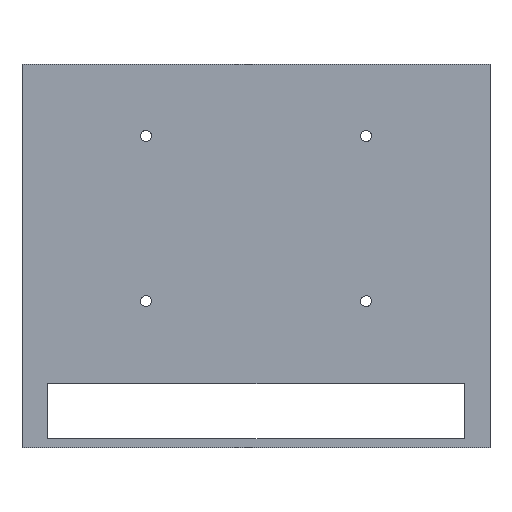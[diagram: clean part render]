
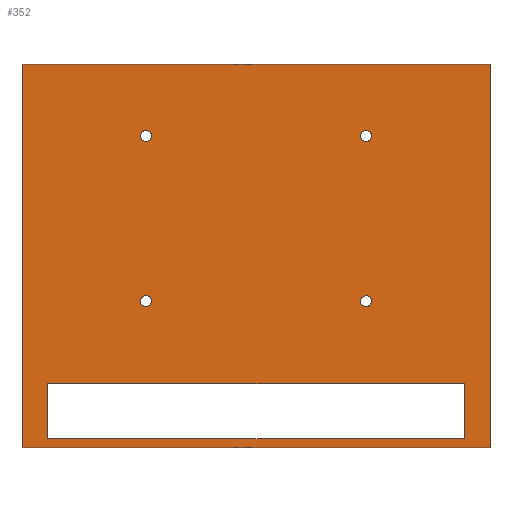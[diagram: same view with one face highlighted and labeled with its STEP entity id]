
A CAD part, top view. The second image highlights one B-rep face of the part: STEP entity #352.
In plain terms, the highlighted planar face has unit normal (0, 0, 1).
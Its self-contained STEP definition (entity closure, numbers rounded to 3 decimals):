
#39=AXIS2_PLACEMENT_3D('Circle Axis2P3D',#37,#38,$) ;
#74=AXIS2_PLACEMENT_3D('Circle Axis2P3D',#72,#73,$) ;
#224=AXIS2_PLACEMENT_3D('Plane Axis2P3D',#221,#222,#223) ;
#266=AXIS2_PLACEMENT_3D('Circle Axis2P3D',#264,#265,$) ;
#275=AXIS2_PLACEMENT_3D('Circle Axis2P3D',#273,#274,$) ;
#284=AXIS2_PLACEMENT_3D('Circle Axis2P3D',#282,#283,$) ;
#293=AXIS2_PLACEMENT_3D('Circle Axis2P3D',#291,#292,$) ;
#302=AXIS2_PLACEMENT_3D('Circle Axis2P3D',#300,#301,$) ;
#311=AXIS2_PLACEMENT_3D('Circle Axis2P3D',#309,#310,$) ;
#37=CARTESIAN_POINT('Axis2P3D Location',(-92.,295.,-41.)) ;
#41=CARTESIAN_POINT('Vertex',(-96.388,297.397,-41.)) ;
#43=CARTESIAN_POINT('Vertex',(-87.612,292.603,-41.)) ;
#72=CARTESIAN_POINT('Axis2P3D Location',(-92.,295.,-41.)) ;
#221=CARTESIAN_POINT('Axis2P3D Location',(-192.,220.,-41.)) ;
#226=CARTESIAN_POINT('Line Origine',(20.5,186.,-41.)) ;
#230=CARTESIAN_POINT('Vertex',(20.5,12.,-41.)) ;
#232=CARTESIAN_POINT('Vertex',(20.5,360.,-41.)) ;
#235=CARTESIAN_POINT('Line Origine',(-192.,360.,-41.)) ;
#239=CARTESIAN_POINT('Vertex',(-404.5,360.,-41.)) ;
#242=CARTESIAN_POINT('Line Origine',(-404.5,186.,-41.)) ;
#246=CARTESIAN_POINT('Vertex',(-404.5,12.,-41.)) ;
#249=CARTESIAN_POINT('Line Origine',(-192.,12.,-41.)) ;
#264=CARTESIAN_POINT('Axis2P3D Location',(-92.,145.,-41.)) ;
#268=CARTESIAN_POINT('Vertex',(-87.612,142.603,-41.)) ;
#270=CARTESIAN_POINT('Vertex',(-96.388,147.397,-41.)) ;
#273=CARTESIAN_POINT('Axis2P3D Location',(-92.,145.,-41.)) ;
#282=CARTESIAN_POINT('Axis2P3D Location',(-292.,295.,-41.)) ;
#286=CARTESIAN_POINT('Vertex',(-287.612,292.603,-41.)) ;
#288=CARTESIAN_POINT('Vertex',(-296.388,297.397,-41.)) ;
#291=CARTESIAN_POINT('Axis2P3D Location',(-292.,295.,-41.)) ;
#300=CARTESIAN_POINT('Axis2P3D Location',(-292.,145.,-41.)) ;
#304=CARTESIAN_POINT('Vertex',(-287.612,142.603,-41.)) ;
#306=CARTESIAN_POINT('Vertex',(-296.388,147.397,-41.)) ;
#309=CARTESIAN_POINT('Axis2P3D Location',(-292.,145.,-41.)) ;
#318=CARTESIAN_POINT('Line Origine',(-381.,45.,-41.)) ;
#322=CARTESIAN_POINT('Vertex',(-381.,70.,-41.)) ;
#324=CARTESIAN_POINT('Vertex',(-381.,20.,-41.)) ;
#327=CARTESIAN_POINT('Line Origine',(-192.,70.,-41.)) ;
#331=CARTESIAN_POINT('Vertex',(-3.,70.,-41.)) ;
#334=CARTESIAN_POINT('Line Origine',(-3.,45.,-41.)) ;
#338=CARTESIAN_POINT('Vertex',(-3.,20.,-41.)) ;
#341=CARTESIAN_POINT('Line Origine',(-192.,20.,-41.)) ;
#38=DIRECTION('Axis2P3D Direction',(-0.,0.,-1.)) ;
#73=DIRECTION('Axis2P3D Direction',(-0.,0.,-1.)) ;
#222=DIRECTION('Axis2P3D Direction',(0.,0.,1.)) ;
#223=DIRECTION('Axis2P3D XDirection',(-1.,0.,0.)) ;
#227=DIRECTION('Vector Direction',(0.,1.,0.)) ;
#236=DIRECTION('Vector Direction',(1.,0.,0.)) ;
#243=DIRECTION('Vector Direction',(0.,-1.,0.)) ;
#250=DIRECTION('Vector Direction',(-1.,0.,0.)) ;
#265=DIRECTION('Axis2P3D Direction',(0.,0.,1.)) ;
#274=DIRECTION('Axis2P3D Direction',(0.,0.,1.)) ;
#283=DIRECTION('Axis2P3D Direction',(0.,0.,1.)) ;
#292=DIRECTION('Axis2P3D Direction',(0.,0.,1.)) ;
#301=DIRECTION('Axis2P3D Direction',(0.,0.,1.)) ;
#310=DIRECTION('Axis2P3D Direction',(0.,0.,1.)) ;
#319=DIRECTION('Vector Direction',(0.,-1.,0.)) ;
#328=DIRECTION('Vector Direction',(1.,0.,0.)) ;
#335=DIRECTION('Vector Direction',(0.,1.,0.)) ;
#342=DIRECTION('Vector Direction',(-1.,0.,0.)) ;
#228=VECTOR('Line Direction',#227,1.) ;
#237=VECTOR('Line Direction',#236,1.) ;
#244=VECTOR('Line Direction',#243,1.) ;
#251=VECTOR('Line Direction',#250,1.) ;
#320=VECTOR('Line Direction',#319,1.) ;
#329=VECTOR('Line Direction',#328,1.) ;
#336=VECTOR('Line Direction',#335,1.) ;
#343=VECTOR('Line Direction',#342,1.) ;
#255=ORIENTED_EDGE('',*,*,#234,.T.) ;
#256=ORIENTED_EDGE('',*,*,#241,.T.) ;
#257=ORIENTED_EDGE('',*,*,#248,.T.) ;
#258=ORIENTED_EDGE('',*,*,#253,.T.) ;
#261=ORIENTED_EDGE('',*,*,#76,.F.) ;
#262=ORIENTED_EDGE('',*,*,#45,.F.) ;
#279=ORIENTED_EDGE('',*,*,#272,.F.) ;
#280=ORIENTED_EDGE('',*,*,#277,.F.) ;
#297=ORIENTED_EDGE('',*,*,#290,.F.) ;
#298=ORIENTED_EDGE('',*,*,#295,.F.) ;
#315=ORIENTED_EDGE('',*,*,#308,.F.) ;
#316=ORIENTED_EDGE('',*,*,#313,.F.) ;
#347=ORIENTED_EDGE('',*,*,#326,.F.) ;
#348=ORIENTED_EDGE('',*,*,#333,.F.) ;
#349=ORIENTED_EDGE('',*,*,#340,.F.) ;
#350=ORIENTED_EDGE('',*,*,#345,.F.) ;
#263=FACE_BOUND('',#260,.T.) ;
#281=FACE_BOUND('',#278,.T.) ;
#299=FACE_BOUND('',#296,.T.) ;
#317=FACE_BOUND('',#314,.T.) ;
#351=FACE_BOUND('',#346,.T.) ;
#352=ADVANCED_FACE('E4.2_III_W_FLOOR_FIXING',(#259,#263,#281,#299,#317,#351),#225,.T.) ;
#40=CIRCLE('generated circle',#39,5.) ;
#75=CIRCLE('generated circle',#74,5.) ;
#267=CIRCLE('generated circle',#266,5.) ;
#276=CIRCLE('generated circle',#275,5.) ;
#285=CIRCLE('generated circle',#284,5.) ;
#294=CIRCLE('generated circle',#293,5.) ;
#303=CIRCLE('generated circle',#302,5.) ;
#312=CIRCLE('generated circle',#311,5.) ;
#45=EDGE_CURVE('',#42,#44,#40,.F.) ;
#76=EDGE_CURVE('',#44,#42,#75,.F.) ;
#234=EDGE_CURVE('',#231,#233,#229,.T.) ;
#241=EDGE_CURVE('',#233,#240,#238,.F.) ;
#248=EDGE_CURVE('',#240,#247,#245,.T.) ;
#253=EDGE_CURVE('',#247,#231,#252,.F.) ;
#272=EDGE_CURVE('',#269,#271,#267,.T.) ;
#277=EDGE_CURVE('',#271,#269,#276,.T.) ;
#290=EDGE_CURVE('',#287,#289,#285,.T.) ;
#295=EDGE_CURVE('',#289,#287,#294,.T.) ;
#308=EDGE_CURVE('',#305,#307,#303,.T.) ;
#313=EDGE_CURVE('',#307,#305,#312,.T.) ;
#326=EDGE_CURVE('',#323,#325,#321,.T.) ;
#333=EDGE_CURVE('',#332,#323,#330,.F.) ;
#340=EDGE_CURVE('',#339,#332,#337,.T.) ;
#345=EDGE_CURVE('',#325,#339,#344,.F.) ;
#254=EDGE_LOOP('',(#255,#256,#257,#258)) ;
#260=EDGE_LOOP('',(#261,#262)) ;
#278=EDGE_LOOP('',(#279,#280)) ;
#296=EDGE_LOOP('',(#297,#298)) ;
#314=EDGE_LOOP('',(#315,#316)) ;
#346=EDGE_LOOP('',(#347,#348,#349,#350)) ;
#259=FACE_OUTER_BOUND('',#254,.T.) ;
#229=LINE('Line',#226,#228) ;
#238=LINE('Line',#235,#237) ;
#245=LINE('Line',#242,#244) ;
#252=LINE('Line',#249,#251) ;
#321=LINE('Line',#318,#320) ;
#330=LINE('Line',#327,#329) ;
#337=LINE('Line',#334,#336) ;
#344=LINE('Line',#341,#343) ;
#225=PLANE('',#224) ;
#42=VERTEX_POINT('',#41) ;
#44=VERTEX_POINT('',#43) ;
#231=VERTEX_POINT('',#230) ;
#233=VERTEX_POINT('',#232) ;
#240=VERTEX_POINT('',#239) ;
#247=VERTEX_POINT('',#246) ;
#269=VERTEX_POINT('',#268) ;
#271=VERTEX_POINT('',#270) ;
#287=VERTEX_POINT('',#286) ;
#289=VERTEX_POINT('',#288) ;
#305=VERTEX_POINT('',#304) ;
#307=VERTEX_POINT('',#306) ;
#323=VERTEX_POINT('',#322) ;
#325=VERTEX_POINT('',#324) ;
#332=VERTEX_POINT('',#331) ;
#339=VERTEX_POINT('',#338) ;
